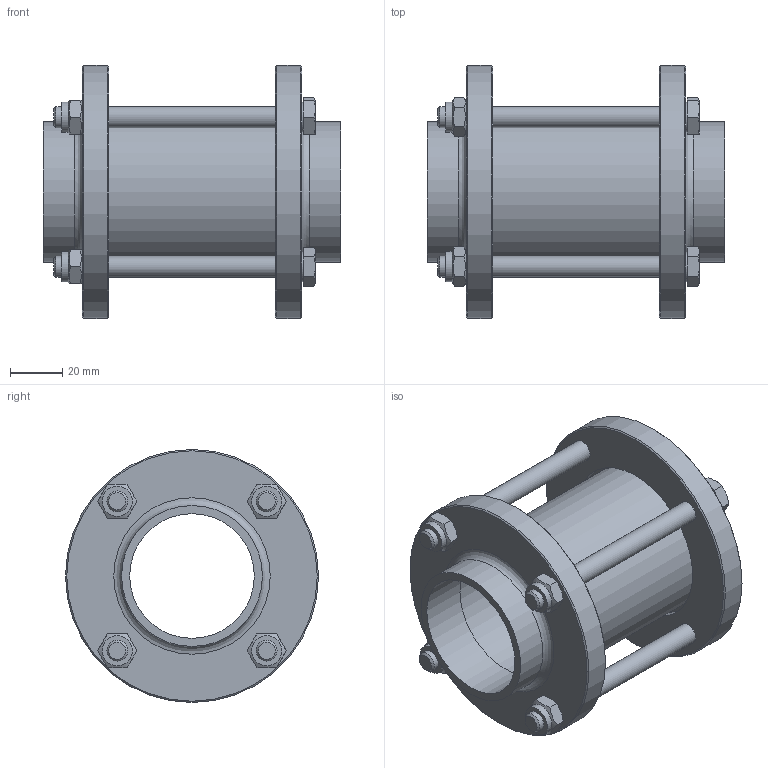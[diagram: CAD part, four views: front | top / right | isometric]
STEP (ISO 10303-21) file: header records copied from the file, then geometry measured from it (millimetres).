
FILE_DESCRIPTION((''),'2;1');
FILE_NAME('61301200X200.stp','2010-10-29T11:18:11',('Creator'),(''),'Autodesk Inventor 2010','Autodesk Inventor 2010','');
FILE_SCHEMA(('AUTOMOTIVE_DESIGN { 1 0 10303 214 1 1 1 1 }'));
Length unit declared in the file: millimetre
Products named in the file (1): 61301200X200
Bounding box: 114 x 97 x 97 mm (x, y, z)
Volume: 198745.2 mm3; surface area: 76296.8 mm2
Topology: 1 solids, 1 shells, 174 faces, 382 edges, 242 vertices
Faces by surface type: plane 82, cone 52, cylinder 38, bspline 2
Full cylindrical faces by diameter (mm): 7.323 x4, 8 x8, 8.5 x8, 11.4 x4, 11.6 x4, 47.8 x2, 50 x1, 54 x2, 60 x1, 62.5 x2, 97 x2
Entity records: 4237 total; most frequent: CARTESIAN_POINT 963, DIRECTION 662, ORIENTED_EDGE 580, AXIS2_PLACEMENT_3D 295, EDGE_CURVE 290, EDGE_LOOP 284, VERTEX_POINT 218, FACE_OUTER_BOUND 174
